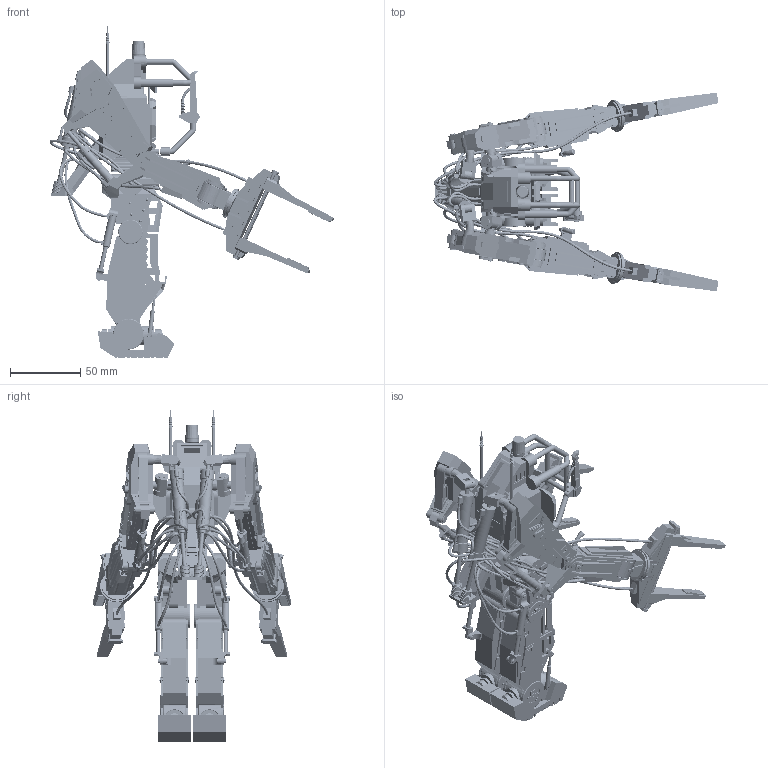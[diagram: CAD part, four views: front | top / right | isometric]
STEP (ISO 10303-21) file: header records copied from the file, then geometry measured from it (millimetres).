
FILE_DESCRIPTION(('FreeCAD Model'),'2;1');
FILE_NAME('Open CASCADE Shape Model','2025-05-02T13:23:52',('FreeCAD'),( 'FreeCAD'),'Open CASCADE STEP processor 7.6','FreeCAD','Unknown');
FILE_SCHEMA(('AUTOMOTIVE_DESIGN { 1 0 10303 214 1 1 1 1 }'));
Products named in the file (1): Open CASCADE STEP translator 7.6 1
Bounding box: 203.47 x 141.74 x 237 mm (x, y, z)
Volume: 392982.9 mm3; surface area: 181793.3 mm2
Topology: 122 solids, 124 shells, 6652 faces, 16551 edges, 10540 vertices
Faces by surface type: plane 3933, cylinder 1467, bspline 781, torus 278, cone 141, sphere 52
Full cylindrical faces by diameter (mm): 0.5 x4, 1 x46, 1.5 x68, 1.7 x4, 2 x84, 2.5 x2, 3 x26, 3.25 x2, 3.5 x5, 4 x36, 5 x18, 5.058 x4, 5.5 x4, 6 x20, 6.5 x18, 7 x28, 7.25 x2, 8 x8, 9 x2, 10 x5, 14 x4, 17.5 x2, 21 x4, 22 x2, 23 x2
Entity records: 251342 total; most frequent: CARTESIAN_POINT 96383, ORIENTED_EDGE 33040, DIRECTION 29944, EDGE_CURVE 16520, LINE 10608, VECTOR 10608, VERTEX_POINT 10540, AXIS2_PLACEMENT_3D 9668
